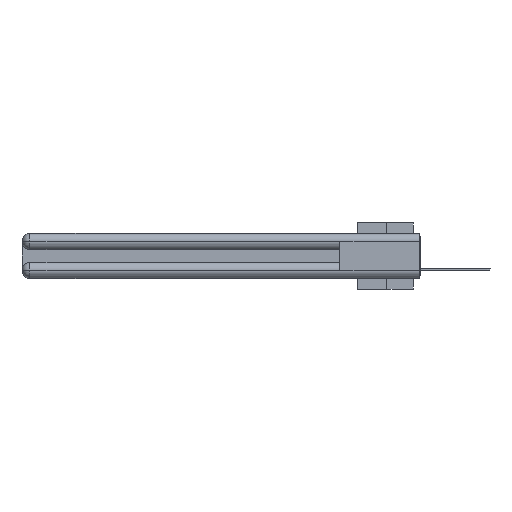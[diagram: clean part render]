
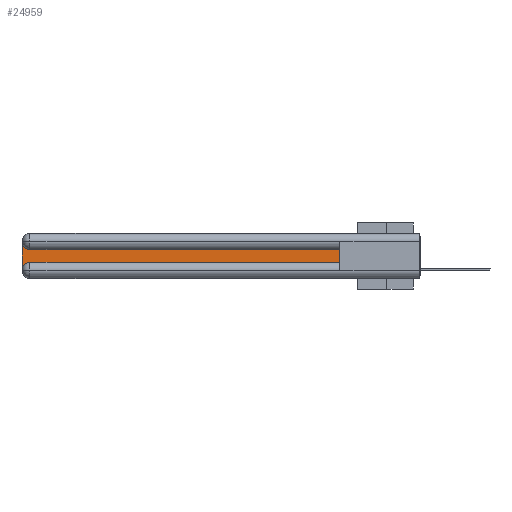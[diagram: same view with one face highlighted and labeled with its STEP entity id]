
A CAD part, left-side view. The second image highlights one B-rep face of the part: STEP entity #24959.
In plain terms, the highlighted planar face has unit normal (-1, 0, 0).
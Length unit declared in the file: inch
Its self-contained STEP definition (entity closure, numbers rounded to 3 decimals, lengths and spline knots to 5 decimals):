
#1164 = DIRECTION ( 'NONE',  ( 1., 0., 0. ) ) ;
#1896 = VECTOR ( 'NONE', #22038, 39.37008 ) ;
#2139 = EDGE_CURVE ( 'NONE', #7800, #10065, #21602, .T. ) ;
#2183 = CARTESIAN_POINT ( 'NONE',  ( 0.075, 2.94, -0.2175 ) ) ;
#2317 = VERTEX_POINT ( 'NONE', #21087 ) ;
#2996 = DIRECTION ( 'NONE',  ( 0., 0., -1. ) ) ;
#3142 = CARTESIAN_POINT ( 'NONE',  ( 0.075, 0.6, -0.1225 ) ) ;
#4260 = ORIENTED_EDGE ( 'NONE', *, *, #2139, .T. ) ;
#5474 = DIRECTION ( 'NONE',  ( 0., 0., -1. ) ) ;
#5904 = DIRECTION ( 'NONE',  ( 0., -1., 0. ) ) ;
#6028 = LINE ( 'NONE', #15055, #1896 ) ;
#6283 = DIRECTION ( 'NONE',  ( 1., 0., 0. ) ) ;
#6575 = ORIENTED_EDGE ( 'NONE', *, *, #14603, .T. ) ;
#7511 = VERTEX_POINT ( 'NONE', #3142 ) ;
#7800 = VERTEX_POINT ( 'NONE', #2183 ) ;
#8111 = CARTESIAN_POINT ( 'NONE',  ( 0.075, 2.94, -0.2775 ) ) ;
#8814 = DIRECTION ( 'NONE',  ( 0., 0., -1. ) ) ;
#9507 = ORIENTED_EDGE ( 'NONE', *, *, #13210, .T. ) ;
#9896 = CARTESIAN_POINT ( 'NONE',  ( 0.075, 0.6, -0.1225 ) ) ;
#9953 = EDGE_CURVE ( 'NONE', #10065, #7511, #14803, .T. ) ;
#10065 = VERTEX_POINT ( 'NONE', #28300 ) ;
#12571 = CARTESIAN_POINT ( 'NONE',  ( 0.075, 2.94, -0.0625 ) ) ;
#12932 = VERTEX_POINT ( 'NONE', #28695 ) ;
#13019 = AXIS2_PLACEMENT_3D ( 'NONE', #8111, #1164, #5474 ) ;
#13210 = EDGE_CURVE ( 'NONE', #23959, #7800, #29725, .T. ) ;
#14603 = EDGE_CURVE ( 'NONE', #2317, #12932, #21564, .T. ) ;
#14803 = LINE ( 'NONE', #30091, #26916 ) ;
#15055 = CARTESIAN_POINT ( 'NONE',  ( 0.075, 3., -0.2175 ) ) ;
#15828 = VECTOR ( 'NONE', #28812, 39.37008 ) ;
#16561 = LINE ( 'NONE', #9896, #15828 ) ;
#17421 = ORIENTED_EDGE ( 'NONE', *, *, #9953, .T. ) ;
#20159 = DIRECTION ( 'NONE',  ( 0., 0., 1. ) ) ;
#20540 = AXIS2_PLACEMENT_3D ( 'NONE', #12571, #27046, #2996 ) ;
#21087 = CARTESIAN_POINT ( 'NONE',  ( 0.075, 2.94, -0.1225 ) ) ;
#21564 = CIRCLE ( 'NONE', #20540, 0.06 ) ;
#21602 = LINE ( 'NONE', #24963, #30311 ) ;
#22038 = DIRECTION ( 'NONE',  ( 0., 0., -1. ) ) ;
#22330 = ORIENTED_EDGE ( 'NONE', *, *, #23566, .T. ) ;
#23566 = EDGE_CURVE ( 'NONE', #12932, #23959, #6028, .T. ) ;
#23603 = CARTESIAN_POINT ( 'NONE',  ( 0.075, 3., -0.2775 ) ) ;
#23959 = VERTEX_POINT ( 'NONE', #23603 ) ;
#24959 = ADVANCED_FACE ( 'NONE', ( #27470 ), #25648, .F. ) ;
#24963 = CARTESIAN_POINT ( 'NONE',  ( 0.075, 0.6, -0.2175 ) ) ;
#25339 = CARTESIAN_POINT ( 'NONE',  ( 0.075, 3., -0.1225 ) ) ;
#25648 = PLANE ( 'NONE',  #27848 ) ;
#25898 = EDGE_CURVE ( 'NONE', #7511, #2317, #16561, .T. ) ;
#26916 = VECTOR ( 'NONE', #20159, 39.37008 ) ;
#27046 = DIRECTION ( 'NONE',  ( 1., 0., 0. ) ) ;
#27470 = FACE_OUTER_BOUND ( 'NONE', #30927, .T. ) ;
#27848 = AXIS2_PLACEMENT_3D ( 'NONE', #25339, #6283, #8814 ) ;
#28300 = CARTESIAN_POINT ( 'NONE',  ( 0.075, 0.6, -0.2175 ) ) ;
#28695 = CARTESIAN_POINT ( 'NONE',  ( 0.075, 3., -0.0625 ) ) ;
#28812 = DIRECTION ( 'NONE',  ( 0., 1., 0. ) ) ;
#28821 = ORIENTED_EDGE ( 'NONE', *, *, #25898, .T. ) ;
#29725 = CIRCLE ( 'NONE', #13019, 0.06 ) ;
#30091 = CARTESIAN_POINT ( 'NONE',  ( 0.075, 0.6, -0.2175 ) ) ;
#30311 = VECTOR ( 'NONE', #5904, 39.37008 ) ;
#30927 = EDGE_LOOP ( 'NONE', ( #28821, #6575, #22330, #9507, #4260, #17421 ) ) ;
